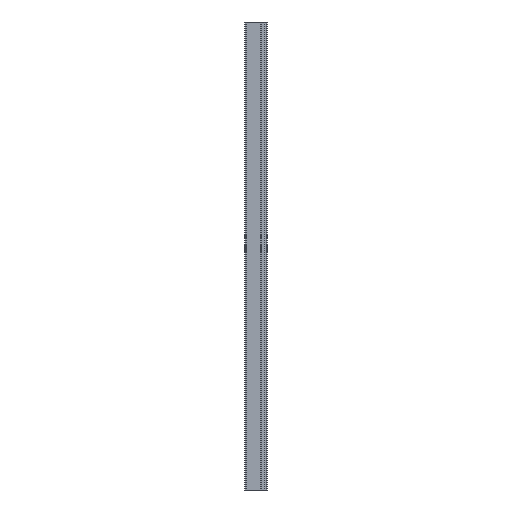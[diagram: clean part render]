
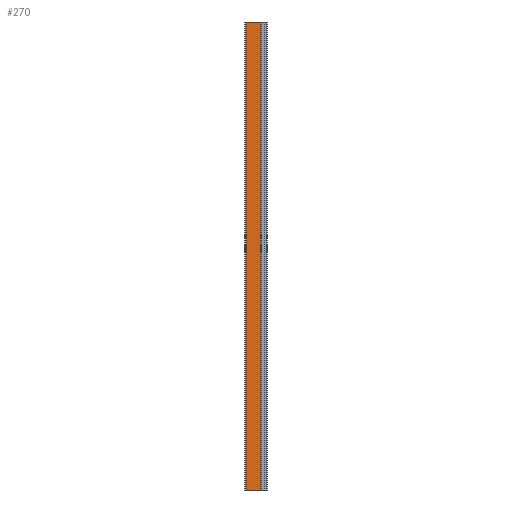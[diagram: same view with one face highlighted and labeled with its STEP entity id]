
A CAD part, left-side view. The second image highlights one B-rep face of the part: STEP entity #270.
In plain terms, the highlighted planar face has unit normal (-1, 0, 0).
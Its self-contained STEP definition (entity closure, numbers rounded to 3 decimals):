
#71 = CARTESIAN_POINT ( 'NONE',  ( -16.5, 0.5, 1000. ) ) ;
#190 = DIRECTION ( 'NONE',  ( 0., -1., 0. ) ) ;
#251 = AXIS2_PLACEMENT_3D ( 'NONE', #905, #492, #1499 ) ;
#270 = ADVANCED_FACE ( 'NONE', ( #1534 ), #299, .F. ) ;
#299 = PLANE ( 'NONE',  #251 ) ;
#304 = ORIENTED_EDGE ( 'NONE', *, *, #834, .T. ) ;
#452 = CARTESIAN_POINT ( 'NONE',  ( -16.5, 0.5, 1000. ) ) ;
#466 = VERTEX_POINT ( 'NONE', #1604 ) ;
#488 = EDGE_CURVE ( 'NONE', #688, #1690, #1861, .T. ) ;
#492 = DIRECTION ( 'NONE',  ( 1., 0., 0. ) ) ;
#688 = VERTEX_POINT ( 'NONE', #1284 ) ;
#694 = ORIENTED_EDGE ( 'NONE', *, *, #1591, .F. ) ;
#834 = EDGE_CURVE ( 'NONE', #466, #1690, #1789, .T. ) ;
#905 = CARTESIAN_POINT ( 'NONE',  ( -16.5, 0.5, 1000. ) ) ;
#1102 = LINE ( 'NONE', #1466, #1841 ) ;
#1162 = ORIENTED_EDGE ( 'NONE', *, *, #488, .F. ) ;
#1284 = CARTESIAN_POINT ( 'NONE',  ( -16.5, 0.5, 1000. ) ) ;
#1380 = VECTOR ( 'NONE', #2293, 1000. ) ;
#1466 = CARTESIAN_POINT ( 'NONE',  ( -16.5, 31., 1000. ) ) ;
#1473 = DIRECTION ( 'NONE',  ( 0., 0., -1. ) ) ;
#1480 = LINE ( 'NONE', #71, #1380 ) ;
#1499 = DIRECTION ( 'NONE',  ( 0., 0., -1. ) ) ;
#1534 = FACE_OUTER_BOUND ( 'NONE', #1546, .T. ) ;
#1546 = EDGE_LOOP ( 'NONE', ( #304, #1162, #694, #1922 ) ) ;
#1591 = EDGE_CURVE ( 'NONE', #2279, #688, #1480, .T. ) ;
#1604 = CARTESIAN_POINT ( 'NONE',  ( -16.5, 31., 0. ) ) ;
#1616 = EDGE_CURVE ( 'NONE', #2279, #466, #1102, .T. ) ;
#1690 = VERTEX_POINT ( 'NONE', #2557 ) ;
#1695 = DIRECTION ( 'NONE',  ( 0., 0., -1. ) ) ;
#1789 = LINE ( 'NONE', #1933, #2169 ) ;
#1841 = VECTOR ( 'NONE', #1695, 1000. ) ;
#1861 = LINE ( 'NONE', #452, #1867 ) ;
#1867 = VECTOR ( 'NONE', #1473, 1000. ) ;
#1922 = ORIENTED_EDGE ( 'NONE', *, *, #1616, .T. ) ;
#1933 = CARTESIAN_POINT ( 'NONE',  ( -16.5, 0.5, 0. ) ) ;
#2169 = VECTOR ( 'NONE', #190, 1000. ) ;
#2252 = CARTESIAN_POINT ( 'NONE',  ( -16.5, 31., 1000. ) ) ;
#2279 = VERTEX_POINT ( 'NONE', #2252 ) ;
#2293 = DIRECTION ( 'NONE',  ( 0., -1., 0. ) ) ;
#2557 = CARTESIAN_POINT ( 'NONE',  ( -16.5, 0.5, 0. ) ) ;
